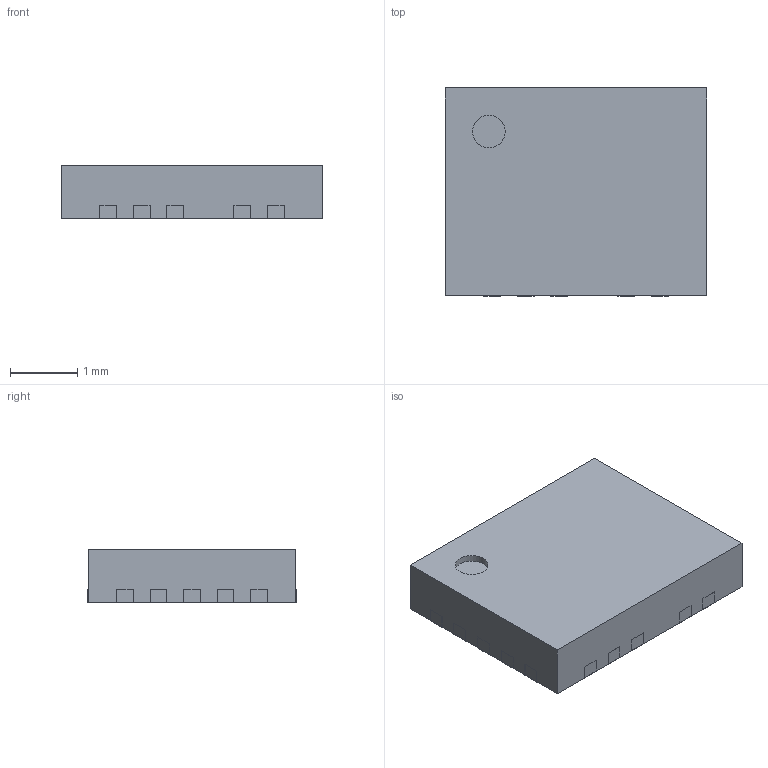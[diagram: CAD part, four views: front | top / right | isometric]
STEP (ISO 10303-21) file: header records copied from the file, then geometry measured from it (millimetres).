
FILE_DESCRIPTION(/* description */ (''),/* implementation_level */ '2;1');
FILE_NAME(/* name */ 'TI WQFN-19 RVR0019A.step',/* time_stamp */ '2023-03-24T17:28:45Z',/* author */ (''),/* organization */ (''),/* preprocessor_version */ 'ST-DEVELOPER v19.2',/* originating_system */ 'Autodesk Translation Framework v11.17.0.187',/* authorisation */ '');
FILE_SCHEMA (('AUTOMOTIVE_DESIGN { 1 0 10303 214 3 1 1 }'));
Length unit declared in the file: millimetre
Products named in the file (7): TI WQFN-19 RVR0019A; 6926058912; Body; Open_CASCADE_STEP_translator_6.8_8.2.1; Thermal_Shape; Pin_Shape; Open_CASCADE_STEP_translator_6.8_8.4.1
Assembly tree (24 placements, depth 4):
  TI WQFN-19 RVR0019A
    6926058912
      Body
        Open_CASCADE_STEP_translator_6.8_8.2.1
      Thermal_Shape
      Pin_Shape  x19
        Open_CASCADE_STEP_translator_6.8_8.4.1
Bounding box: 3.9 x 3.1 x 0.8 mm (x, y, z)
Volume: 9.7 mm3; surface area: 49.7 mm2
Topology: 21 solids, 21 shells, 281 faces, 562 edges, 324 vertices
Faces by surface type: plane 280, cylinder 1
Full cylindrical faces by diameter (mm): 0.487 x1
Entity records: 1066 total; most frequent: DIRECTION 180, CARTESIAN_POINT 154, ORIENTED_EDGE 116, AXIS2_PLACEMENT_3D 62, EDGE_CURVE 58, LINE 56, VECTOR 56, VERTEX_POINT 36
